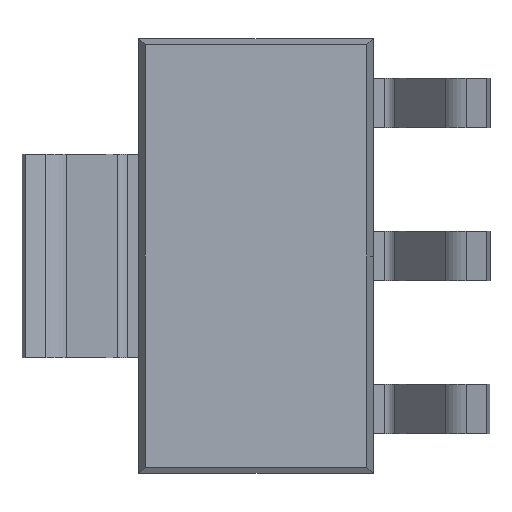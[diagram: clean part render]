
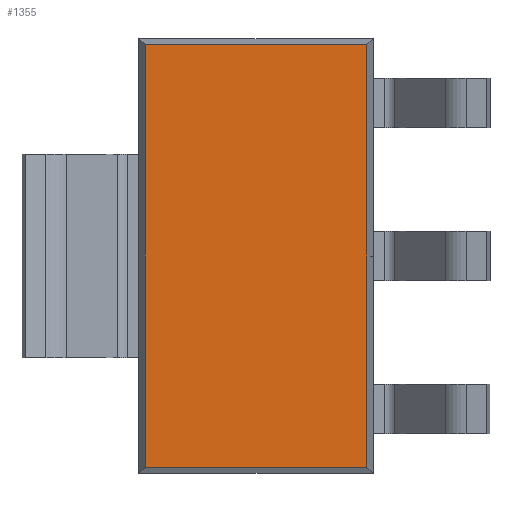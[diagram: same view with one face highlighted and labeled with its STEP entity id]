
A CAD part, front view. The second image highlights one B-rep face of the part: STEP entity #1355.
In plain terms, the highlighted planar face has unit normal (0, -1, 0).
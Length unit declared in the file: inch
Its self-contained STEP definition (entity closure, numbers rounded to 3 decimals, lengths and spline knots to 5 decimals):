
#6 = ORIENTED_EDGE ( 'NONE', *, *, #615, .F. ) ;
#15 = DIRECTION ( 'NONE',  ( -1., 0., 0. ) ) ;
#111 = VERTEX_POINT ( 'NONE', #202 ) ;
#156 = ORIENTED_EDGE ( 'NONE', *, *, #816, .F. ) ;
#172 = CARTESIAN_POINT ( 'NONE',  ( -0.06523, 0., -0.128 ) ) ;
#193 = CARTESIAN_POINT ( 'NONE',  ( 0.069, 0., -0.12423 ) ) ;
#202 = CARTESIAN_POINT ( 'NONE',  ( 0.06523, 0., 0.12423 ) ) ;
#267 = EDGE_CURVE ( 'NONE', #309, #111, #1843, .T. ) ;
#309 = VERTEX_POINT ( 'NONE', #1278 ) ;
#320 = ORIENTED_EDGE ( 'NONE', *, *, #2080, .F. ) ;
#419 = DIRECTION ( 'NONE',  ( 0., 0., -1. ) ) ;
#449 = VECTOR ( 'NONE', #1174, 39.37008 ) ;
#522 = EDGE_CURVE ( 'NONE', #111, #1900, #1359, .T. ) ;
#558 = CARTESIAN_POINT ( 'NONE',  ( -0.069, 0., 0.12423 ) ) ;
#579 = VECTOR ( 'NONE', #1654, 39.37008 ) ;
#585 = CARTESIAN_POINT ( 'NONE',  ( -0.06523, 0., -0.12423 ) ) ;
#615 = EDGE_CURVE ( 'NONE', #1900, #2075, #1512, .T. ) ;
#634 = DIRECTION ( 'NONE',  ( 0., 1., 0. ) ) ;
#675 = CARTESIAN_POINT ( 'NONE',  ( 0.06523, 0., -0.12423 ) ) ;
#754 = ORIENTED_EDGE ( 'NONE', *, *, #522, .F. ) ;
#755 = LINE ( 'NONE', #193, #1959 ) ;
#816 = EDGE_CURVE ( 'NONE', #1046, #309, #1814, .T. ) ;
#834 = CARTESIAN_POINT ( 'NONE',  ( 0.06523, 0., 0.128 ) ) ;
#993 = CARTESIAN_POINT ( 'NONE',  ( 0., 0., 0. ) ) ;
#1046 = VERTEX_POINT ( 'NONE', #585 ) ;
#1174 = DIRECTION ( 'NONE',  ( 0., 0., -1. ) ) ;
#1267 = EDGE_LOOP ( 'NONE', ( #1885, #156, #320, #6, #754 ) ) ;
#1278 = CARTESIAN_POINT ( 'NONE',  ( -0.06523, 0., 0.12423 ) ) ;
#1355 = ADVANCED_FACE ( 'NONE', ( #1458 ), #1962, .F. ) ;
#1359 = LINE ( 'NONE', #834, #449 ) ;
#1458 = FACE_OUTER_BOUND ( 'NONE', #1267, .T. ) ;
#1507 = AXIS2_PLACEMENT_3D ( 'NONE', #993, #634, #2122 ) ;
#1512 = LINE ( 'NONE', #1926, #2065 ) ;
#1654 = DIRECTION ( 'NONE',  ( 0., 0., 1. ) ) ;
#1706 = DIRECTION ( 'NONE',  ( 1., 0., 0. ) ) ;
#1814 = LINE ( 'NONE', #172, #579 ) ;
#1843 = LINE ( 'NONE', #558, #2045 ) ;
#1885 = ORIENTED_EDGE ( 'NONE', *, *, #267, .F. ) ;
#1900 = VERTEX_POINT ( 'NONE', #2120 ) ;
#1926 = CARTESIAN_POINT ( 'NONE',  ( 0.06523, 0., 0. ) ) ;
#1959 = VECTOR ( 'NONE', #15, 39.37008 ) ;
#1962 = PLANE ( 'NONE',  #1507 ) ;
#2045 = VECTOR ( 'NONE', #1706, 39.37008 ) ;
#2065 = VECTOR ( 'NONE', #419, 39.37008 ) ;
#2075 = VERTEX_POINT ( 'NONE', #675 ) ;
#2080 = EDGE_CURVE ( 'NONE', #2075, #1046, #755, .T. ) ;
#2120 = CARTESIAN_POINT ( 'NONE',  ( 0.06523, 0., 0. ) ) ;
#2122 = DIRECTION ( 'NONE',  ( 0., 0., 1. ) ) ;
